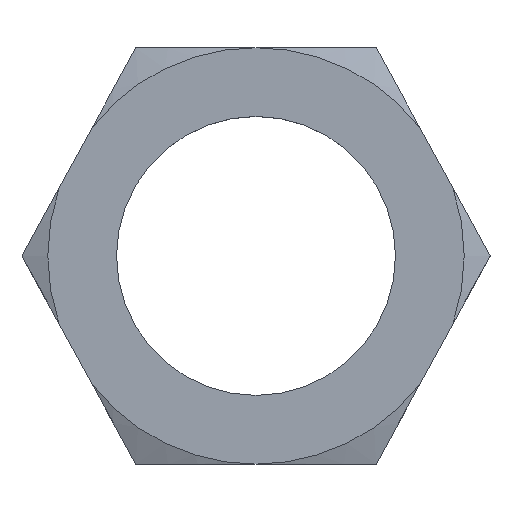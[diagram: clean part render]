
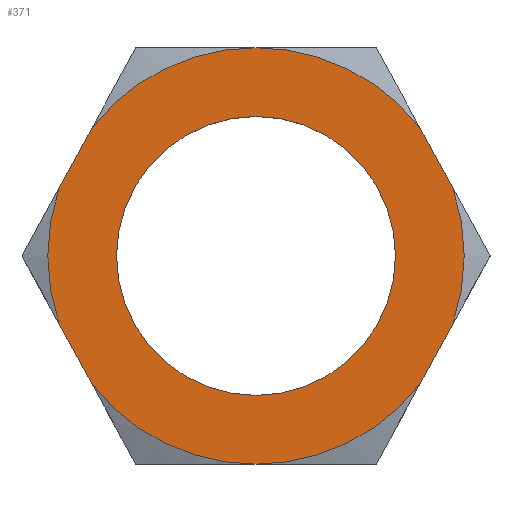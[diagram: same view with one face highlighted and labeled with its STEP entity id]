
A CAD part, top view. The second image highlights one B-rep face of the part: STEP entity #371.
In plain terms, the highlighted planar face has unit normal (0, 0, 1).
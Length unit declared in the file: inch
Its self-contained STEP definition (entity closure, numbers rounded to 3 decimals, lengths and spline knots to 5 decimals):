
#17=LINE('',#541,#31);
#20=LINE('',#563,#34);
#25=LINE('',#593,#39);
#28=LINE('',#630,#42);
#31=VECTOR('',#429,0.05221);
#34=VECTOR('',#434,0.05221);
#39=VECTOR('',#441,0.05221);
#42=VECTOR('',#448,0.05221);
#74=PLANE('',#410);
#79=FACE_BOUND('',#127,.T.);
#101=FACE_OUTER_BOUND('',#126,.T.);
#126=EDGE_LOOP('',(#326,#327,#328,#329,#330,#331,#332,#333,#334,#335));
#127=EDGE_LOOP('',(#336));
#130=CIRCLE('',#378,0.1055);
#137=CIRCLE('',#398,0.1575);
#138=CIRCLE('',#400,0.1575);
#139=CIRCLE('',#402,0.1575);
#140=CIRCLE('',#404,0.1575);
#141=CIRCLE('',#406,0.1575);
#142=CIRCLE('',#408,0.1575);
#145=VERTEX_POINT('',#508);
#149=VERTEX_POINT('',#518);
#153=VERTEX_POINT('',#536);
#154=VERTEX_POINT('',#540);
#159=VERTEX_POINT('',#558);
#160=VERTEX_POINT('',#562);
#168=VERTEX_POINT('',#588);
#169=VERTEX_POINT('',#592);
#172=VERTEX_POINT('',#606);
#176=VERTEX_POINT('',#625);
#177=VERTEX_POINT('',#629);
#180=EDGE_CURVE('',#145,#145,#130,.T.);
#189=EDGE_CURVE('',#154,#153,#17,.T.);
#196=EDGE_CURVE('',#160,#159,#20,.T.);
#206=EDGE_CURVE('',#169,#168,#25,.T.);
#217=EDGE_CURVE('',#177,#176,#28,.T.);
#225=EDGE_CURVE('',#172,#176,#137,.T.);
#226=EDGE_CURVE('',#177,#168,#138,.T.);
#227=EDGE_CURVE('',#160,#172,#139,.T.);
#228=EDGE_CURVE('',#154,#159,#140,.T.);
#229=EDGE_CURVE('',#169,#149,#141,.T.);
#230=EDGE_CURVE('',#149,#153,#142,.T.);
#326=ORIENTED_EDGE('',*,*,#189,.T.);
#327=ORIENTED_EDGE('',*,*,#230,.F.);
#328=ORIENTED_EDGE('',*,*,#229,.F.);
#329=ORIENTED_EDGE('',*,*,#206,.T.);
#330=ORIENTED_EDGE('',*,*,#226,.F.);
#331=ORIENTED_EDGE('',*,*,#217,.T.);
#332=ORIENTED_EDGE('',*,*,#225,.F.);
#333=ORIENTED_EDGE('',*,*,#227,.F.);
#334=ORIENTED_EDGE('',*,*,#196,.T.);
#335=ORIENTED_EDGE('',*,*,#228,.F.);
#336=ORIENTED_EDGE('',*,*,#180,.T.);
#371=ADVANCED_FACE('',(#101,#79),#74,.T.);
#378=AXIS2_PLACEMENT_3D('',#509,#421,#422);
#398=AXIS2_PLACEMENT_3D('',#647,#475,#476);
#400=AXIS2_PLACEMENT_3D('',#649,#479,#480);
#402=AXIS2_PLACEMENT_3D('',#651,#483,#484);
#404=AXIS2_PLACEMENT_3D('',#653,#487,#488);
#406=AXIS2_PLACEMENT_3D('',#655,#491,#492);
#408=AXIS2_PLACEMENT_3D('',#657,#495,#496);
#410=AXIS2_PLACEMENT_3D('',#659,#499,#500);
#421=DIRECTION('center_axis',(0.,0.,-1.));
#422=DIRECTION('ref_axis',(-1.,0.,0.));
#429=DIRECTION('',(-0.48,0.878,0.));
#434=DIRECTION('',(0.48,0.878,0.));
#441=DIRECTION('',(-0.48,-0.878,0.));
#448=DIRECTION('',(0.48,-0.878,0.));
#475=DIRECTION('center_axis',(0.,0.,-1.));
#476=DIRECTION('ref_axis',(0.,1.,0.));
#479=DIRECTION('center_axis',(0.,0.,-1.));
#480=DIRECTION('ref_axis',(0.,1.,0.));
#483=DIRECTION('center_axis',(0.,0.,-1.));
#484=DIRECTION('ref_axis',(0.,1.,0.));
#487=DIRECTION('center_axis',(0.,0.,-1.));
#488=DIRECTION('ref_axis',(0.,1.,0.));
#491=DIRECTION('center_axis',(0.,0.,-1.));
#492=DIRECTION('ref_axis',(0.,1.,0.));
#495=DIRECTION('center_axis',(0.,0.,-1.));
#496=DIRECTION('ref_axis',(0.,1.,0.));
#499=DIRECTION('center_axis',(0.,0.,1.));
#500=DIRECTION('ref_axis',(1.,0.,0.));
#508=CARTESIAN_POINT('',(-0.1055,0.,0.0295));
#509=CARTESIAN_POINT('Origin',(0.,0.,0.0295));
#518=CARTESIAN_POINT('',(0.,0.1575,0.0295));
#536=CARTESIAN_POINT('',(0.12378,0.09739,0.0295));
#540=CARTESIAN_POINT('',(0.14882,0.05158,0.0295));
#541=CARTESIAN_POINT('',(0.09705,0.14631,0.0295));
#558=CARTESIAN_POINT('',(0.14882,-0.05158,0.0295));
#562=CARTESIAN_POINT('',(0.12378,-0.09739,0.0295));
#563=CARTESIAN_POINT('',(0.17322,-0.00692,0.0295));
#588=CARTESIAN_POINT('',(-0.14882,0.05158,0.0295));
#592=CARTESIAN_POINT('',(-0.12378,0.09739,0.0295));
#593=CARTESIAN_POINT('',(-0.14008,0.06756,0.0295));
#606=CARTESIAN_POINT('',(0.,-0.1575,0.0295));
#625=CARTESIAN_POINT('',(-0.12378,-0.09739,0.0295));
#629=CARTESIAN_POINT('',(-0.14882,-0.05158,0.0295));
#630=CARTESIAN_POINT('',(-0.13018,-0.08567,0.0295));
#647=CARTESIAN_POINT('Origin',(0.,0.,0.0295));
#649=CARTESIAN_POINT('Origin',(0.,0.,0.0295));
#651=CARTESIAN_POINT('Origin',(0.,0.,0.0295));
#653=CARTESIAN_POINT('Origin',(0.,0.,0.0295));
#655=CARTESIAN_POINT('Origin',(0.,0.,0.0295));
#657=CARTESIAN_POINT('Origin',(0.,0.,0.0295));
#659=CARTESIAN_POINT('Origin',(0.,0.07875,0.0295));
